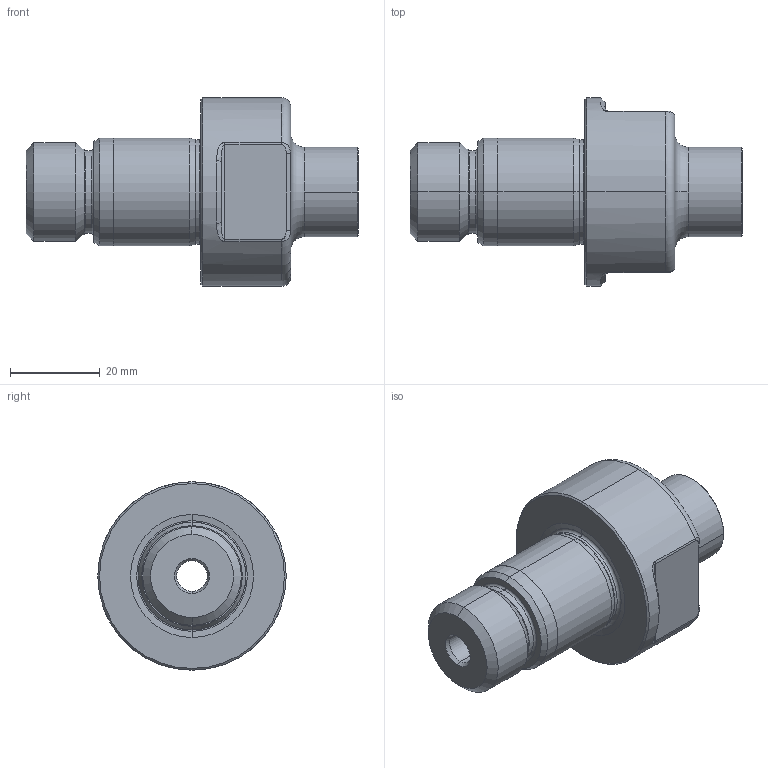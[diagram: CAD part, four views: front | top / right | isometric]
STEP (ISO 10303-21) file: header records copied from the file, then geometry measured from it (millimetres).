
FILE_DESCRIPTION (( 'STEP AP203' ), '1' );
FILE_NAME ('120.420.201C.STEP', '2018-03-13T15:02:54', ( 'SWIAdmin' ), ( 'Hewlett-Packard Company' ), 'SwSTEP 2.0', 'SolidWorks 2017', '' );
FILE_SCHEMA (( 'CONFIG_CONTROL_DESIGN' ));
Length unit declared in the file: millimetre
Products named in the file (1): 120.420.201C
Bounding box: 74 x 42 x 42 mm (x, y, z)
Volume: 43376.8 mm3; surface area: 10616.4 mm2
Topology: 1 solids, 1 shells, 95 faces, 202 edges, 115 vertices
Faces by surface type: cone 28, cylinder 24, plane 18, torus 17, bspline 8
Entity records: 3911 total; most frequent: CARTESIAN_POINT 1801, DIRECTION 452, ORIENTED_EDGE 404, EDGE_CURVE 202, AXIS2_PLACEMENT_3D 194, VERTEX_POINT 115, CIRCLE 106, EDGE_LOOP 103
